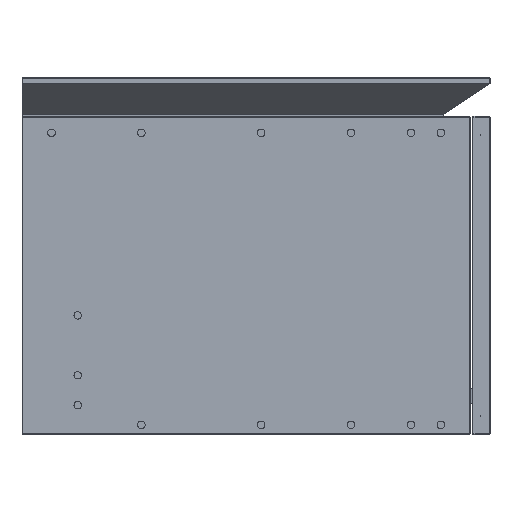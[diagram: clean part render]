
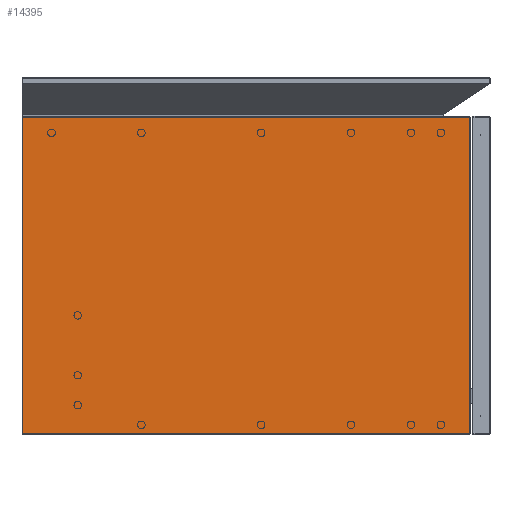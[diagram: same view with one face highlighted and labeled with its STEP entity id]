
A CAD part, left-side view. The second image highlights one B-rep face of the part: STEP entity #14395.
In plain terms, the highlighted planar face has unit normal (-1, 0, 0).
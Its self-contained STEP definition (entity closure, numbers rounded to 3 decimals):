
#14300=CARTESIAN_POINT('',(608.606,11651.164,-0.8));
#14301=VERTEX_POINT('',#14300);
#14308=CARTESIAN_POINT('',(608.606,11172.964,-0.8));
#14309=VERTEX_POINT('',#14308);
#14310=CARTESIAN_POINT('',(608.606,11651.164,-0.8));
#14311=DIRECTION('',(0.0,-1.0,0.0));
#14312=VECTOR('',#14311,478.2);
#14313=LINE('',#14310,#14312);
#14314=EDGE_CURVE('',#14301,#14309,#14313,.T.);
#14331=CARTESIAN_POINT('',(608.606,11172.964,-339.2));
#14332=VERTEX_POINT('',#14331);
#14333=CARTESIAN_POINT('',(608.606,11172.964,-0.8));
#14334=DIRECTION('',(0.0,0.0,-1.0));
#14335=VECTOR('',#14334,338.4);
#14336=LINE('',#14333,#14335);
#14337=EDGE_CURVE('',#14309,#14332,#14336,.T.);
#14372=CARTESIAN_POINT('',(608.606,11412.064,-0.799));
#14373=DIRECTION('',(-1.0,0.0,0.0));
#14374=DIRECTION('',(0.0,0.0,1.0));
#14375=AXIS2_PLACEMENT_3D('',#14372,#14373,#14374);
#14376=PLANE('',#14375);
#14377=ORIENTED_EDGE('',*,*,#14314,.F.);
#14378=CARTESIAN_POINT('',(608.606,11651.164,-339.2));
#14379=VERTEX_POINT('',#14378);
#14380=CARTESIAN_POINT('',(608.606,11651.164,-339.2));
#14381=DIRECTION('',(0.0,0.0,1.0));
#14382=VECTOR('',#14381,338.4);
#14383=LINE('',#14380,#14382);
#14384=EDGE_CURVE('',#14379,#14301,#14383,.T.);
#14385=ORIENTED_EDGE('',*,*,#14384,.F.);
#14386=CARTESIAN_POINT('',(608.606,11172.964,-339.2));
#14387=DIRECTION('',(0.0,1.0,0.0));
#14388=VECTOR('',#14387,478.2);
#14389=LINE('',#14386,#14388);
#14390=EDGE_CURVE('',#14332,#14379,#14389,.T.);
#14391=ORIENTED_EDGE('',*,*,#14390,.F.);
#14392=ORIENTED_EDGE('',*,*,#14337,.F.);
#14393=EDGE_LOOP('',(#14377,#14385,#14391,#14392));
#14394=FACE_OUTER_BOUND('',#14393,.T.);
#14395=ADVANCED_FACE('',(#14394),#14376,.T.);
